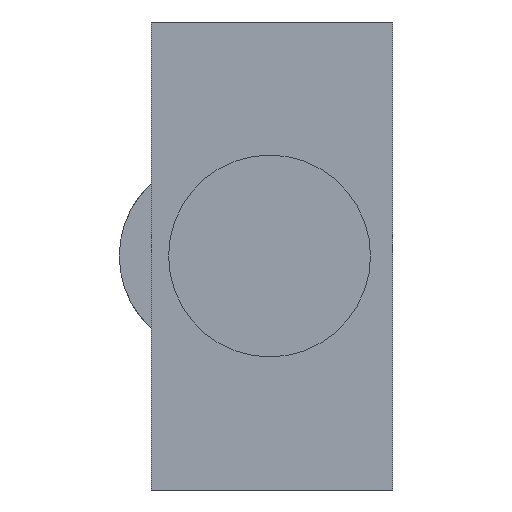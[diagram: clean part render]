
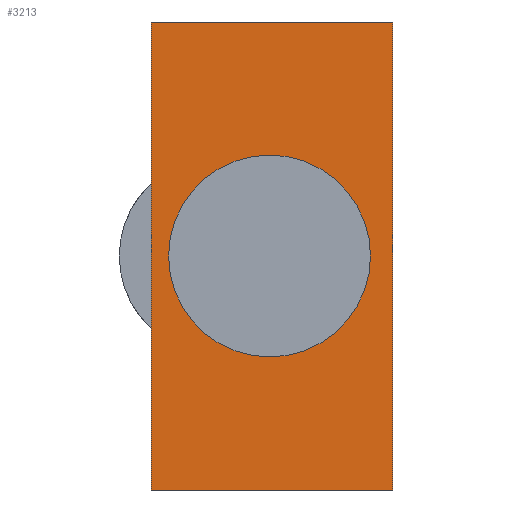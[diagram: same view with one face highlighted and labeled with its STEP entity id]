
A CAD part, left-side view. The second image highlights one B-rep face of the part: STEP entity #3213.
In plain terms, the highlighted planar face has unit normal (-1, 0, 0).
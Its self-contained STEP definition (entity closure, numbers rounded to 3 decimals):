
#17=DIRECTION('',(0.,-1.,0.));
#18=VECTOR('',#17,9.8);
#19=CARTESIAN_POINT('',(0.,9.8,0.));
#20=LINE('',#19,#18);
#399=DIRECTION('',(0.,0.,1.));
#400=VECTOR('',#399,19.);
#401=CARTESIAN_POINT('',(0.,9.8,-19.));
#402=LINE('',#401,#400);
#443=DIRECTION('',(0.,-1.,0.));
#444=VECTOR('',#443,9.8);
#445=CARTESIAN_POINT('',(0.,9.8,-19.));
#446=LINE('',#445,#444);
#447=DIRECTION('',(0.,0.,1.));
#448=VECTOR('',#447,19.);
#449=CARTESIAN_POINT('',(0.,0.,-19.));
#450=LINE('',#449,#448);
#451=CARTESIAN_POINT('',(0.,5.,-9.5));
#452=DIRECTION('',(1.,0.,0.));
#453=DIRECTION('',(0.,0.,-1.));
#454=AXIS2_PLACEMENT_3D('',#451,#452,#453);
#456=CARTESIAN_POINT('',(0.,5.,-9.5));
#457=DIRECTION('',(1.,0.,0.));
#458=DIRECTION('',(0.,0.,1.));
#459=AXIS2_PLACEMENT_3D('',#456,#457,#458);
#2137=CARTESIAN_POINT('',(0.,0.,-19.));
#2138=VERTEX_POINT('',#2137);
#2139=CARTESIAN_POINT('',(0.,9.8,-19.));
#2140=VERTEX_POINT('',#2139);
#2157=CARTESIAN_POINT('',(0.,0.,0.));
#2158=VERTEX_POINT('',#2157);
#2161=CARTESIAN_POINT('',(0.,5.,-5.4));
#2162=CARTESIAN_POINT('',(0.,5.,-13.6));
#2163=VERTEX_POINT('',#2161);
#2164=VERTEX_POINT('',#2162);
#2165=CARTESIAN_POINT('',(0.,9.8,0.));
#2166=VERTEX_POINT('',#2165);
#3195=CARTESIAN_POINT('',(0.,4.9,-9.5));
#3196=DIRECTION('',(1.,0.,0.));
#3197=DIRECTION('',(0.,-1.,0.));
#3198=AXIS2_PLACEMENT_3D('',#3195,#3196,#3197);
#3199=PLANE('',#3198);
#3200=ORIENTED_EDGE('',*,*,#3105,.F.);
#3201=ORIENTED_EDGE('',*,*,#3166,.T.);
#3202=ORIENTED_EDGE('',*,*,#2820,.T.);
#3204=ORIENTED_EDGE('',*,*,#3203,.F.);
#3205=EDGE_LOOP('',(#3200,#3201,#3202,#3204));
#3206=FACE_OUTER_BOUND('',#3205,.F.);
#3208=ORIENTED_EDGE('',*,*,#3207,.F.);
#3210=ORIENTED_EDGE('',*,*,#3209,.F.);
#3211=EDGE_LOOP('',(#3208,#3210));
#3212=FACE_BOUND('',#3211,.F.);
#3213=ADVANCED_FACE('',(#3206,#3212),#3199,.F.);
#455=CIRCLE('',#454,4.1);
#460=CIRCLE('',#459,4.1);
#2820=EDGE_CURVE('',#2166,#2158,#20,.T.);
#3105=EDGE_CURVE('',#2140,#2138,#446,.T.);
#3166=EDGE_CURVE('',#2140,#2166,#402,.T.);
#3203=EDGE_CURVE('',#2138,#2158,#450,.T.);
#3207=EDGE_CURVE('',#2164,#2163,#455,.T.);
#3209=EDGE_CURVE('',#2163,#2164,#460,.T.);
